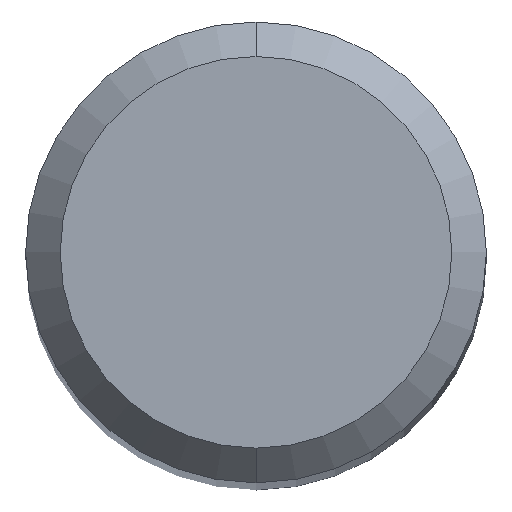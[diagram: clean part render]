
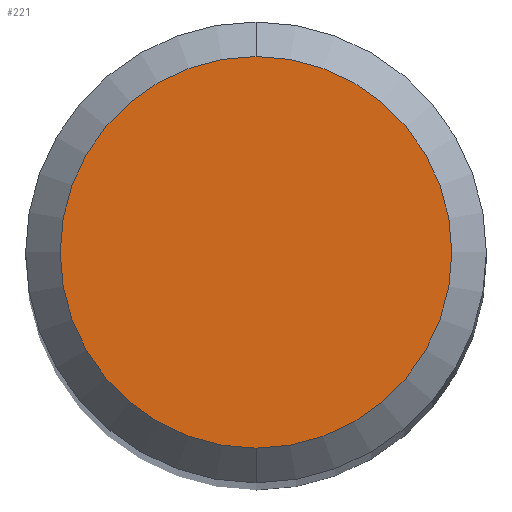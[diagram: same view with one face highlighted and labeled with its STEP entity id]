
A CAD part, top view. The second image highlights one B-rep face of the part: STEP entity #221.
In plain terms, the highlighted planar face has unit normal (0, 0, 1).
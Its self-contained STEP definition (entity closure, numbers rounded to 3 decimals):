
#213=EDGE_CURVE('',#239,#461,#573,.T.);
#221=ADVANCED_FACE('',(#582),#583,.T.);
#239=VERTEX_POINT('',#604);
#461=VERTEX_POINT('',#850);
#513=EDGE_CURVE('',#461,#239,#908,.T.);
#573=CIRCLE('',#970,1.7);
#582=FACE_OUTER_BOUND('',#991,.T.);
#583=PLANE('',#992);
#604=CARTESIAN_POINT('',(0.,-1.7,0.0));
#850=CARTESIAN_POINT('',(0.0,1.7,0.0));
#908=CIRCLE('',#1601,1.7);
#970=AXIS2_PLACEMENT_3D('',#1673,#1674,#1675);
#991=EDGE_LOOP('',(#1686,#1687));
#992=AXIS2_PLACEMENT_3D('',#1688,#1689,#1690);
#1601=AXIS2_PLACEMENT_3D('',#2069,#2070,#2071);
#1673=CARTESIAN_POINT('',(0.0,0.0,0.0));
#1674=DIRECTION('',(0.0,0.0,-1.0));
#1675=DIRECTION('',(0.0,1.0,0.0));
#1686=ORIENTED_EDGE('',*,*,#513,.F.);
#1687=ORIENTED_EDGE('',*,*,#213,.F.);
#1688=CARTESIAN_POINT('',(0.0,0.85,0.0));
#1689=DIRECTION('',(-0.0,0.0,1.0));
#1690=DIRECTION('',(0.0,-1.0,0.0));
#2069=CARTESIAN_POINT('',(0.0,0.0,0.0));
#2070=DIRECTION('',(0.0,0.0,-1.0));
#2071=DIRECTION('',(0.0,1.0,0.0));
